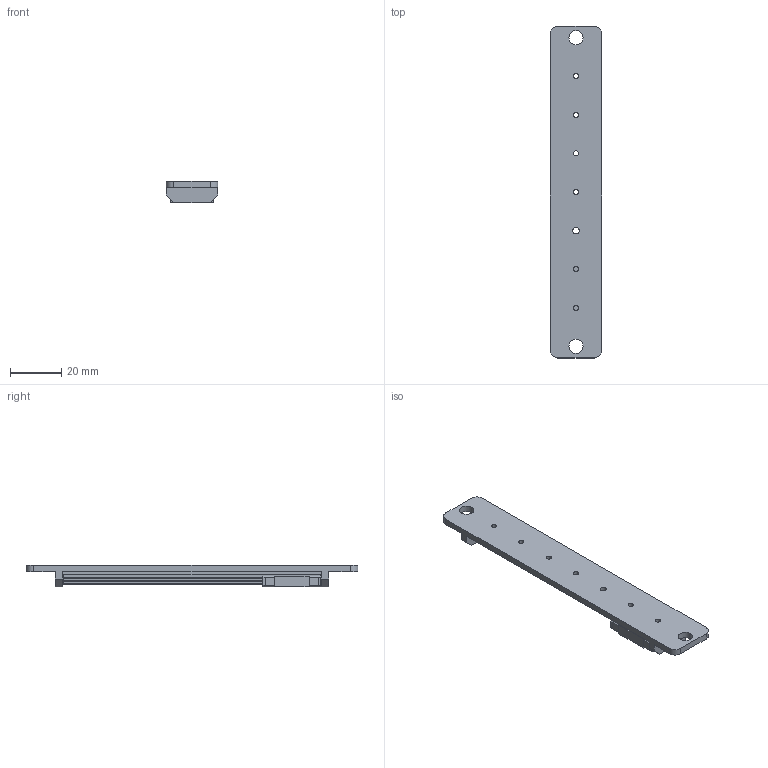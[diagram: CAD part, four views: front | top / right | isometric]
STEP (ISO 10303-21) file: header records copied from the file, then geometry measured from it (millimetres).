
FILE_DESCRIPTION(/* description */ (''),/* implementation_level */ '2;1');
FILE_NAME(/* name */ 'Linear Slide and Mount.step',/* time_stamp */ '2018-09-09T17:32:07-04:00',/* author */ ('Xaveagle'),/* organization */ (''),/* preprocessor_version */ 'ST-DEVELOPER v17.2',/* originating_system */ 'Autodesk Translation Framework v7.6.0.251',/* authorisation */ '');
FILE_SCHEMA (('AUTOMOTIVE_DESIGN { 1 0 10303 214 3 1 1 }'));
Length unit declared in the file: millimetre
Products named in the file (4): Linear Slide; Linear Slide_1; Carriage; Linear Slide Mount 1
Assembly tree (3 placements, depth 2):
  Linear Slide
    Linear Slide_1
    Carriage
    Linear Slide Mount 1
Bounding box: 20 x 129 x 8.54 mm (x, y, z)
Volume: 11267.8 mm3; surface area: 11201.5 mm2
Topology: 3 solids, 3 shells, 171 faces, 434 edges, 280 vertices
Faces by surface type: plane 139, cylinder 32
Full cylindrical faces by diameter (mm): 0.5 x1, 1.623 x4, 2 x6, 2.5 x8, 4 x7, 5.5 x2
Entity records: 5305 total; most frequent: CARTESIAN_POINT 892, ORIENTED_EDGE 868, DIRECTION 854, EDGE_CURVE 434, LINE 370, VECTOR 370, VERTEX_POINT 280, AXIS2_PLACEMENT_3D 242
